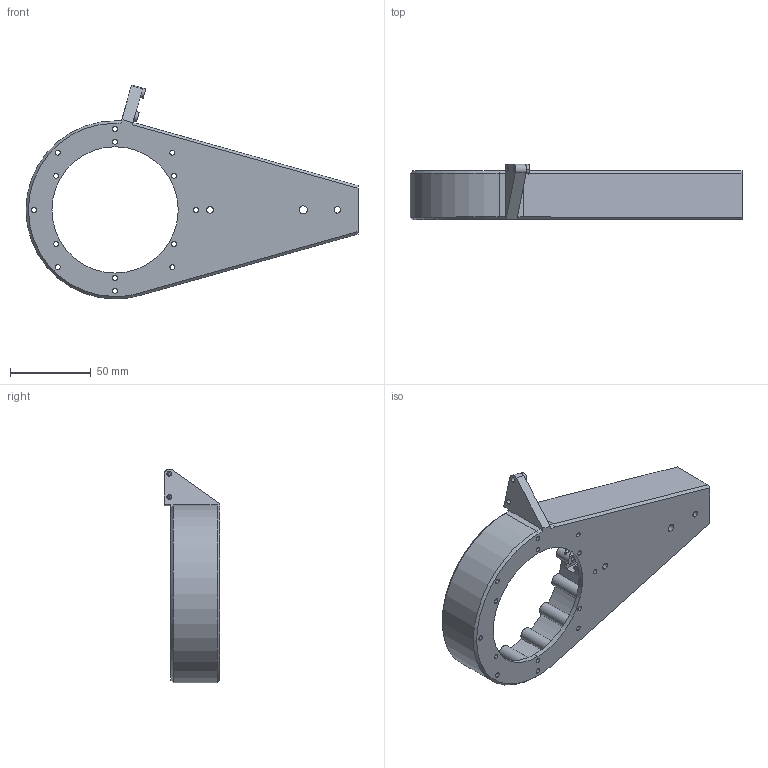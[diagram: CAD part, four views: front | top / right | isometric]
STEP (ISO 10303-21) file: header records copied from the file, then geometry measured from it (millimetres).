
FILE_DESCRIPTION (( 'STEP AP214' ), '1' );
FILE_NAME ('bottom_housingJ2_toppart.STEP', '2025-02-05T20:14:51', ( '' ), ( '' ), 'SwSTEP 2.0', 'SolidWorks 2023', '' );
FILE_SCHEMA (( 'AUTOMOTIVE_DESIGN' ));
Length unit declared in the file: millimetre
Products named in the file (1): bottom_housingJ2_toppart
Bounding box: 205 x 34.01 x 132.1 mm (x, y, z)
Volume: 219808.3 mm3; surface area: 65930.3 mm2
Topology: 1 solids, 1 shells, 192 faces, 558 edges, 368 vertices
Faces by surface type: cylinder 122, plane 62, cone 8
Entity records: 6633 total; most frequent: CARTESIAN_POINT 1321, DIRECTION 1144, ORIENTED_EDGE 1116, EDGE_CURVE 558, AXIS2_PLACEMENT_3D 439, VERTEX_POINT 368, LINE 266, VECTOR 266
